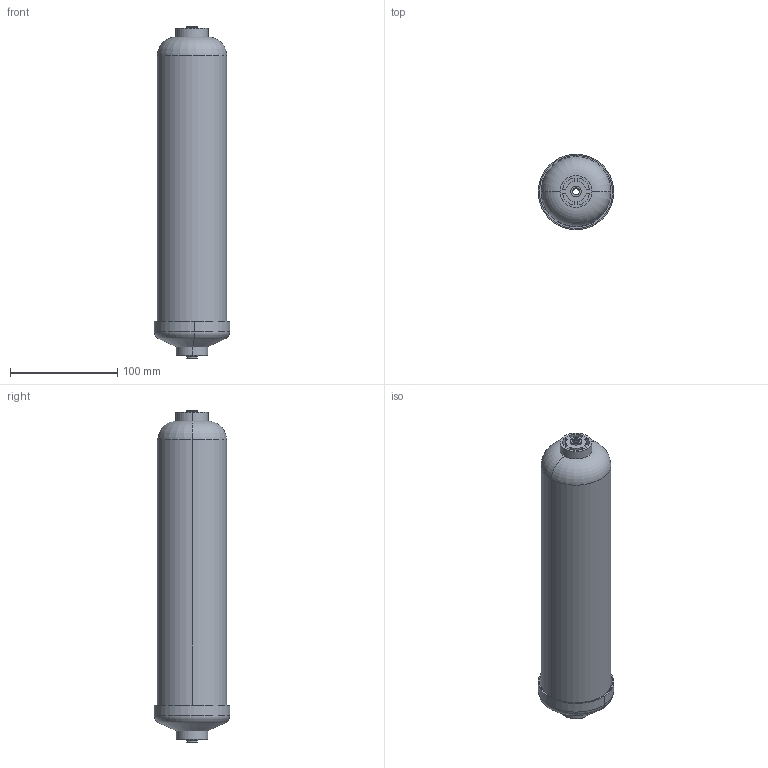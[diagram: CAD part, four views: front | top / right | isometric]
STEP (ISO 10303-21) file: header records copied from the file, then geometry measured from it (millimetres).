
FILE_DESCRIPTION(('STEP AP242'),'1');
FILE_NAME('avt-pp-35.stp','2019-07-07T20:23:48',('TraceParts'),('TraceParts S.A.'),'Spatial InterOp 3D',' ',' ');
FILE_SCHEMA(('AP242_MANAGED_MODEL_BASED_3D_ENGINEERING_MIM_LF {1 0 10303 442 1 1 4}'));
Length unit declared in the file: millimetre
Products named in the file (1): avt-pp-35_1
Bounding box: 70.48 x 70.48 x 310.25 mm (x, y, z)
Volume: 265136.8 mm3; surface area: 130983.3 mm2
Topology: 4 solids, 4 shells, 202 faces, 472 edges, 296 vertices
Faces by surface type: plane 98, cylinder 70, torus 18, cone 16
Entity records: 7543 total; most frequent: CARTESIAN_POINT 1182, DIRECTION 1038, ORIENTED_EDGE 944, EDGE_CURVE 472, AXIS2_PLACEMENT_3D 408, VERTEX_POINT 296, EDGE_LOOP 228, LINE 222
